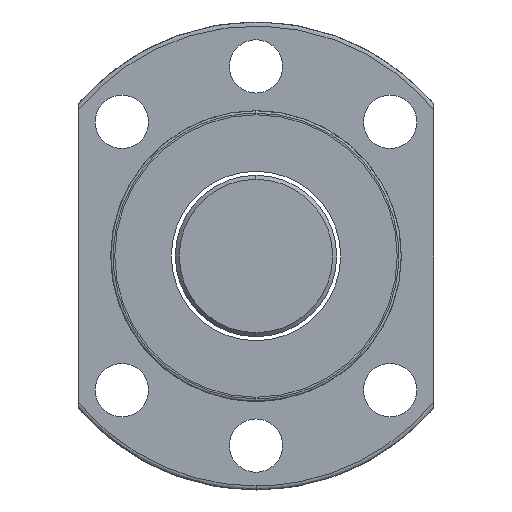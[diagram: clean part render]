
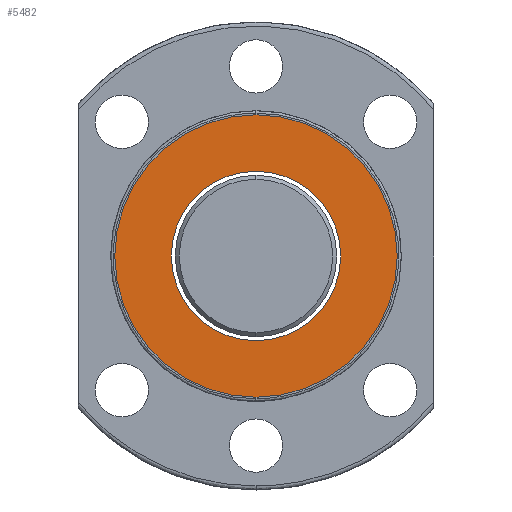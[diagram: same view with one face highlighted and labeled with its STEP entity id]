
A CAD part, left-side view. The second image highlights one B-rep face of the part: STEP entity #5482.
In plain terms, the highlighted planar face has unit normal (-1, 0, 0).
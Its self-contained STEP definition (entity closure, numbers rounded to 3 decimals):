
#593 = VERTEX_POINT ( 'NONE', #3015 ) ;
#1321 = VERTEX_POINT ( 'NONE', #21694 ) ;
#1367 = DIRECTION ( 'NONE',  ( -1., 0., 0. ) ) ;
#1549 = EDGE_CURVE ( 'NONE', #593, #10895, #21590, .T. ) ;
#3015 = CARTESIAN_POINT ( 'NONE',  ( -53.939, 0., 17.5 ) ) ;
#3182 = DIRECTION ( 'NONE',  ( 0., 0., 1. ) ) ;
#3403 = CARTESIAN_POINT ( 'NONE',  ( -53.939, 0., 0. ) ) ;
#5482 = ADVANCED_FACE ( 'NONE', ( #16091, #6186 ), #12519, .T. ) ;
#6169 = CARTESIAN_POINT ( 'NONE',  ( -53.939, 0., -17.5 ) ) ;
#6186 = FACE_BOUND ( 'NONE', #6773, .T. ) ;
#6773 = EDGE_LOOP ( 'NONE', ( #6872, #15405 ) ) ;
#6872 = ORIENTED_EDGE ( 'NONE', *, *, #21096, .T. ) ;
#7078 = DIRECTION ( 'NONE',  ( 0., 0., -1. ) ) ;
#7259 = AXIS2_PLACEMENT_3D ( 'NONE', #17607, #8200, #23224 ) ;
#7447 = DIRECTION ( 'NONE',  ( 0., 0., -1. ) ) ;
#7774 = EDGE_CURVE ( 'NONE', #1321, #19505, #19811, .T. ) ;
#8011 = CARTESIAN_POINT ( 'NONE',  ( -53.939, 0., 0. ) ) ;
#8168 = EDGE_LOOP ( 'NONE', ( #18435, #19380 ) ) ;
#8200 = DIRECTION ( 'NONE',  ( 1., 0., 0. ) ) ;
#9672 = CIRCLE ( 'NONE', #20638, 10.5 ) ;
#10895 = VERTEX_POINT ( 'NONE', #6169 ) ;
#12519 = PLANE ( 'NONE',  #21002 ) ;
#13306 = CIRCLE ( 'NONE', #16135, 17.5 ) ;
#13599 = DIRECTION ( 'NONE',  ( 0., 0., -1. ) ) ;
#15405 = ORIENTED_EDGE ( 'NONE', *, *, #7774, .T. ) ;
#16091 = FACE_OUTER_BOUND ( 'NONE', #8168, .T. ) ;
#16135 = AXIS2_PLACEMENT_3D ( 'NONE', #8011, #20929, #13599 ) ;
#17019 = EDGE_CURVE ( 'NONE', #10895, #593, #13306, .T. ) ;
#17607 = CARTESIAN_POINT ( 'NONE',  ( -53.939, 0., 0. ) ) ;
#18435 = ORIENTED_EDGE ( 'NONE', *, *, #17019, .F. ) ;
#18478 = CARTESIAN_POINT ( 'NONE',  ( -53.939, 0., 0. ) ) ;
#19380 = ORIENTED_EDGE ( 'NONE', *, *, #1549, .F. ) ;
#19479 = AXIS2_PLACEMENT_3D ( 'NONE', #18478, #24200, #7447 ) ;
#19505 = VERTEX_POINT ( 'NONE', #22934 ) ;
#19811 = CIRCLE ( 'NONE', #7259, 10.5 ) ;
#19995 = CARTESIAN_POINT ( 'NONE',  ( -53.939, 14., 0. ) ) ;
#20638 = AXIS2_PLACEMENT_3D ( 'NONE', #3403, #23756, #7078 ) ;
#20929 = DIRECTION ( 'NONE',  ( 1., 0., 0. ) ) ;
#21002 = AXIS2_PLACEMENT_3D ( 'NONE', #19995, #1367, #3182 ) ;
#21096 = EDGE_CURVE ( 'NONE', #19505, #1321, #9672, .T. ) ;
#21590 = CIRCLE ( 'NONE', #19479, 17.5 ) ;
#21694 = CARTESIAN_POINT ( 'NONE',  ( -53.939, 0., 10.5 ) ) ;
#22934 = CARTESIAN_POINT ( 'NONE',  ( -53.939, 0., -10.5 ) ) ;
#23224 = DIRECTION ( 'NONE',  ( 0., 0., -1. ) ) ;
#23756 = DIRECTION ( 'NONE',  ( 1., 0., 0. ) ) ;
#24200 = DIRECTION ( 'NONE',  ( 1., 0., 0. ) ) ;
